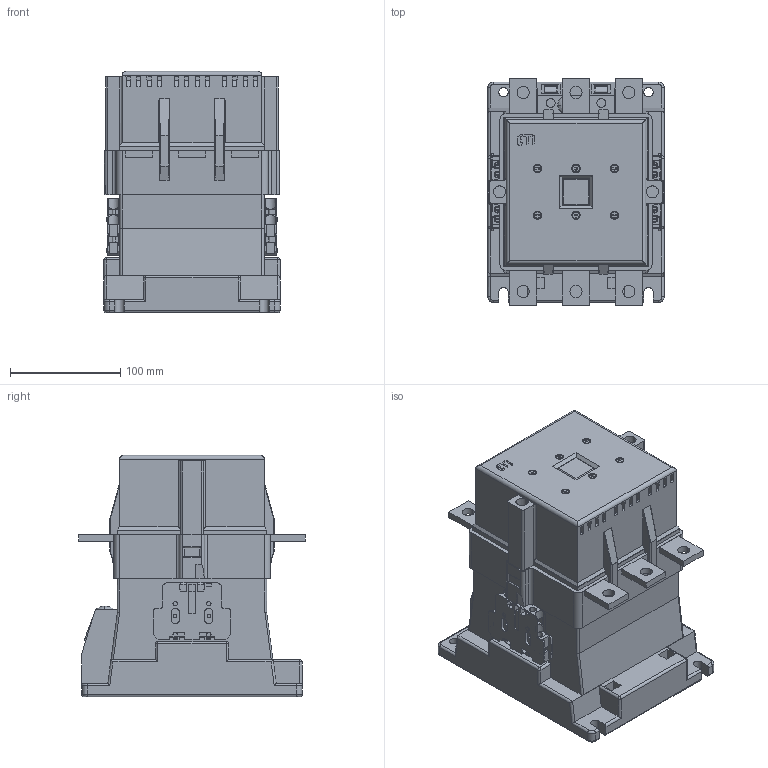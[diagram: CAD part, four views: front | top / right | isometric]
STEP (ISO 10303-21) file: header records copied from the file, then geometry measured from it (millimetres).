
FILE_DESCRIPTION((''),'2;1');
FILE_NAME('CES400_ASM','2021-06-08T',('marketing.praksa'),('Audax d.o.o.'),'CREO PARAMETRIC BY PTC INC, 2017480','CREO PARAMETRIC BY PTC INC, 2017480','');
FILE_SCHEMA(('AUTOMOTIVE_DESIGN { 1 0 10303 214 1 1 1 1 }'));
Products named in the file (12): PRT0018; BREP_5_1_2_1_1_1_2; SCREW3_1_1_1_2_3_4_5; BREP_4_1_2_3_4_5_1_1_1_2; SCREW3_1_1_1_2_3_4; PRT0021; PRT0024; PRT0022; PRT0026; SOLID-BASE; SCREWW; CES400_ASM
Assembly tree (22 placements, depth 2):
  CES400_ASM
    PRT0018
    BREP_5_1_2_1_1_1_2
    SCREW3_1_1_1_2_3_4_5  x4
    BREP_4_1_2_3_4_5_1_1_1_2
    SCREW3_1_1_1_2_3_4  x4
    PRT0021
    PRT0024
    PRT0022
    PRT0026
    SOLID-BASE
    SCREWW  x6
Bounding box: 159.92 x 205.5 x 219 mm (x, y, z)
Volume: 4537656.8 mm3; surface area: 292146.5 mm2
Topology: 29 solids, 30 shells, 1899 faces, 4850 edges, 3078 vertices
Faces by surface type: plane 1347, cylinder 463, torus 36, cone 28, bspline 16, sphere 6, revolution 2, extrusion 1
Entity records: 76945 total; most frequent: CARTESIAN_POINT 11909, ORIENTED_EDGE 8456, DIRECTION 8014, PRESENTATION_STYLE_ASSIGNMENT 5884, STYLED_ITEM 5884, CURVE_STYLE 4231, EDGE_CURVE 4228, VECTOR 3248
